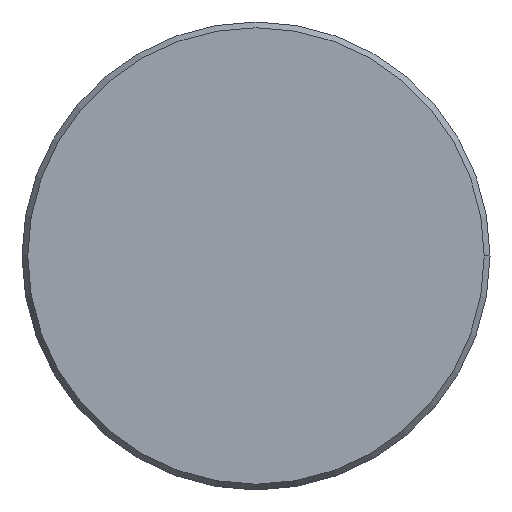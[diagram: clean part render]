
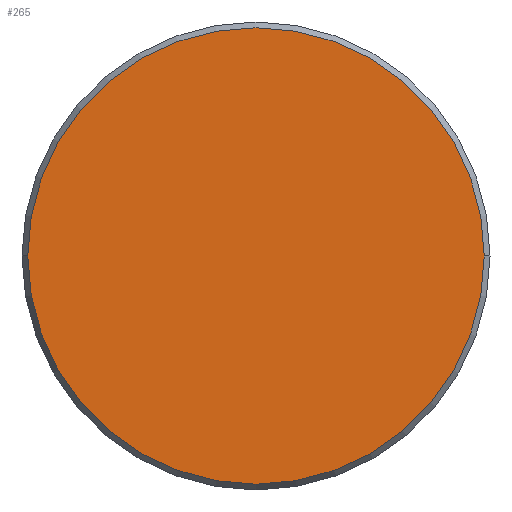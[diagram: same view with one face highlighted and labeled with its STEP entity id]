
A CAD part, top view. The second image highlights one B-rep face of the part: STEP entity #265.
In plain terms, the highlighted planar face has unit normal (0, 0, 1).
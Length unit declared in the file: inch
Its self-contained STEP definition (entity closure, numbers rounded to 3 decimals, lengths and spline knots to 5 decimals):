
#44 = VERTEX_POINT ( 'NONE', #613 ) ;
#68 = AXIS2_PLACEMENT_3D ( 'NONE', #1166, #1333, #494 ) ;
#176 = VERTEX_POINT ( 'NONE', #460 ) ;
#265 = ADVANCED_FACE ( 'NONE', ( #1928 ), #1952, .F. ) ;
#416 = EDGE_CURVE ( 'NONE', #176, #44, #692, .T. ) ;
#428 = DIRECTION ( 'NONE',  ( 0., 0., -1. ) ) ;
#460 = CARTESIAN_POINT ( 'NONE',  ( -0.51073, 1.2883, 3.27018 ) ) ;
#494 = DIRECTION ( 'NONE',  ( -1., 0., 0. ) ) ;
#613 = CARTESIAN_POINT ( 'NONE',  ( 0.79887, 1.2883, 3.27018 ) ) ;
#692 = CIRCLE ( 'NONE', #68, 0.6548 ) ;
#743 = AXIS2_PLACEMENT_3D ( 'NONE', #1648, #428, #1276 ) ;
#919 = ORIENTED_EDGE ( 'NONE', *, *, #416, .T. ) ;
#1028 = AXIS2_PLACEMENT_3D ( 'NONE', #1935, #1406, #1240 ) ;
#1166 = CARTESIAN_POINT ( 'NONE',  ( 0.14407, 1.2883, 3.27018 ) ) ;
#1240 = DIRECTION ( 'NONE',  ( -1., 0., 0. ) ) ;
#1276 = DIRECTION ( 'NONE',  ( -1., 0., 0. ) ) ;
#1333 = DIRECTION ( 'NONE',  ( 0., 0., 1. ) ) ;
#1335 = CIRCLE ( 'NONE', #1028, 0.6548 ) ;
#1406 = DIRECTION ( 'NONE',  ( 0., 0., 1. ) ) ;
#1641 = EDGE_LOOP ( 'NONE', ( #919, #2098 ) ) ;
#1648 = CARTESIAN_POINT ( 'NONE',  ( 0.14407, 1.96442, 3.27018 ) ) ;
#1890 = EDGE_CURVE ( 'NONE', #44, #176, #1335, .T. ) ;
#1928 = FACE_OUTER_BOUND ( 'NONE', #1641, .T. ) ;
#1935 = CARTESIAN_POINT ( 'NONE',  ( 0.14407, 1.2883, 3.27018 ) ) ;
#1952 = PLANE ( 'NONE',  #743 ) ;
#2098 = ORIENTED_EDGE ( 'NONE', *, *, #1890, .T. ) ;
